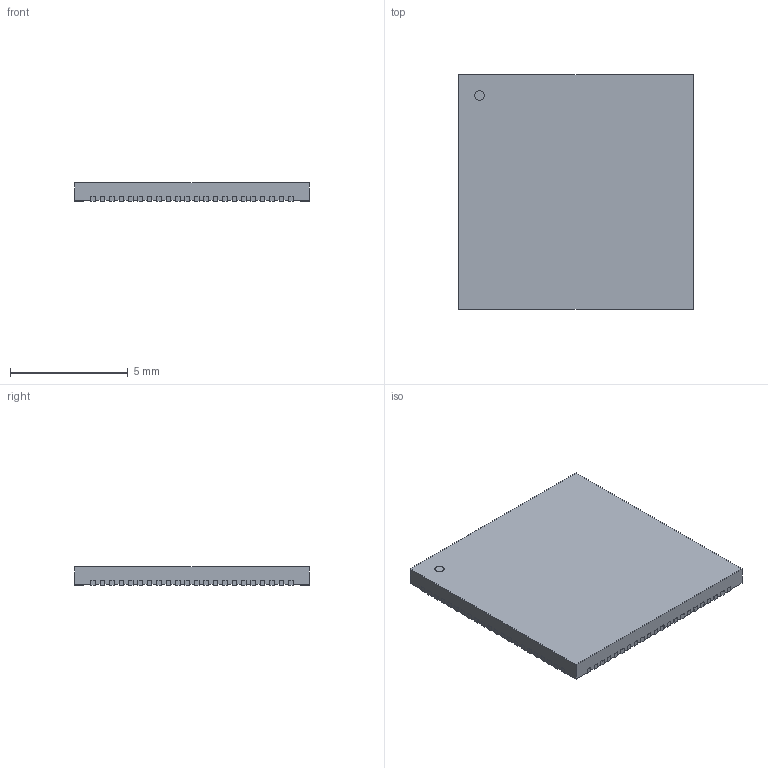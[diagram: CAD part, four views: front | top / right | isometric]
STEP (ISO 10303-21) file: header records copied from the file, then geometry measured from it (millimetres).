
FILE_DESCRIPTION(('FreeCAD Model'),'2;1');
FILE_NAME('ILI2511.step','2020-11-12T10:33:21',( 'Author'),(''),'Open CASCADE STEP processor 7.3','FreeCAD','Unknown' );
FILE_SCHEMA(('AUTOMOTIVE_DESIGN { 1 0 10303 214 1 1 1 1 }'));
Length unit declared in the file: millimetre
Products named in the file (1): QFN_88_1EP_10x10mm_P04mm
Bounding box: 10 x 10 x 0.78 mm (x, y, z)
Volume: 74.8 mm3; surface area: 232.9 mm2
Topology: 1 solids, 1 shells, 536 faces, 1599 edges, 1066 vertices
Faces by surface type: plane 535, cylinder 1
Full cylindrical faces by diameter (mm): 0.4 x1
Entity records: 41653 total; most frequent: CARTESIAN_POINT 6934, DIRECTION 5344, LINE 4265, VECTOR 4265, ORIENTED_EDGE 3198, PCURVE 3198, DEFINITIONAL_REPRESENTATION 3198, EDGE_CURVE 1599
